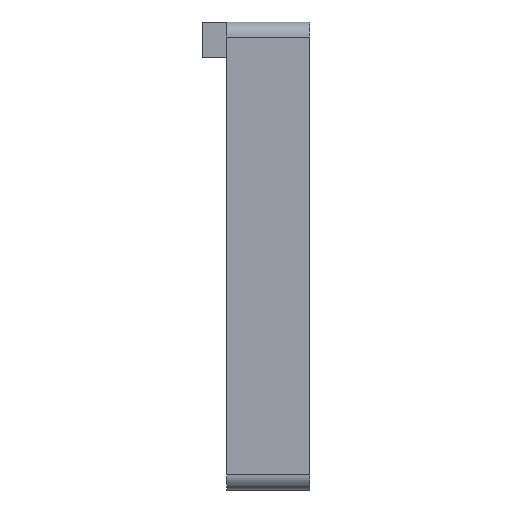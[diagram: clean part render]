
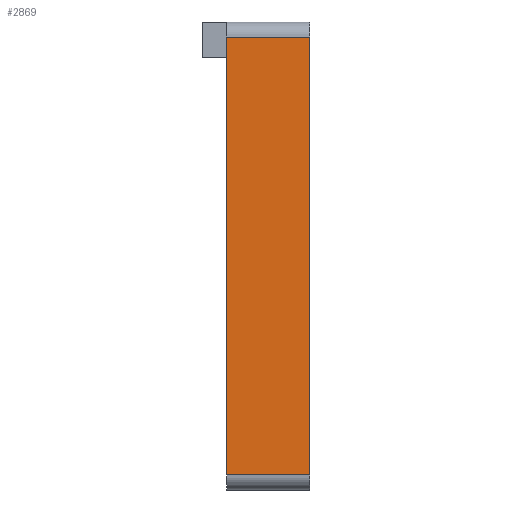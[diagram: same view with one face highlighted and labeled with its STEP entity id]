
A CAD part, left-side view. The second image highlights one B-rep face of the part: STEP entity #2869.
In plain terms, the highlighted planar face has unit normal (-1, 0, 0).
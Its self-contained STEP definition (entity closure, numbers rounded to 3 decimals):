
#305=FACE_OUTER_BOUND('',#499,.T.);
#499=EDGE_LOOP('',(#2579,#2580,#2581,#2582));
#920=LINE('',#4942,#1162);
#921=LINE('',#4945,#1163);
#922=LINE('',#4947,#1164);
#923=LINE('',#4948,#1165);
#1162=VECTOR('',#4007,10.);
#1163=VECTOR('',#4010,10.);
#1164=VECTOR('',#4011,10.);
#1165=VECTOR('',#4012,10.);
#1424=VERTEX_POINT('',#4938);
#1425=VERTEX_POINT('',#4940);
#1426=VERTEX_POINT('',#4944);
#1427=VERTEX_POINT('',#4946);
#1823=EDGE_CURVE('',#1424,#1425,#920,.T.);
#1824=EDGE_CURVE('',#1424,#1426,#921,.T.);
#1825=EDGE_CURVE('',#1427,#1425,#922,.T.);
#1826=EDGE_CURVE('',#1426,#1427,#923,.T.);
#2579=ORIENTED_EDGE('',*,*,#1824,.F.);
#2580=ORIENTED_EDGE('',*,*,#1823,.T.);
#2581=ORIENTED_EDGE('',*,*,#1825,.F.);
#2582=ORIENTED_EDGE('',*,*,#1826,.F.);
#2718=PLANE('',#3173);
#2869=ADVANCED_FACE('',(#305),#2718,.T.);
#3173=AXIS2_PLACEMENT_3D('',#4943,#4008,#4009);
#4007=DIRECTION('',(0.,1.,0.));
#4008=DIRECTION('center_axis',(-1.,0.,0.));
#4009=DIRECTION('ref_axis',(0.,0.,1.));
#4010=DIRECTION('',(0.,0.,-1.));
#4011=DIRECTION('',(0.,0.,1.));
#4012=DIRECTION('',(0.,1.,0.));
#4938=CARTESIAN_POINT('',(-90.,0.,58.));
#4940=CARTESIAN_POINT('',(-90.,22.,58.));
#4942=CARTESIAN_POINT('',(-90.,0.,58.));
#4943=CARTESIAN_POINT('Origin',(-90.,0.,-58.));
#4944=CARTESIAN_POINT('',(-90.,0.,-58.));
#4945=CARTESIAN_POINT('',(-90.,0.,58.));
#4946=CARTESIAN_POINT('',(-90.,22.,-58.));
#4947=CARTESIAN_POINT('',(-90.,22.,58.));
#4948=CARTESIAN_POINT('',(-90.,0.,-58.));
